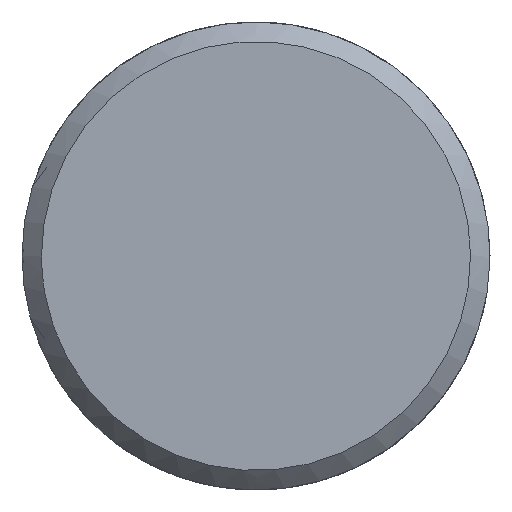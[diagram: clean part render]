
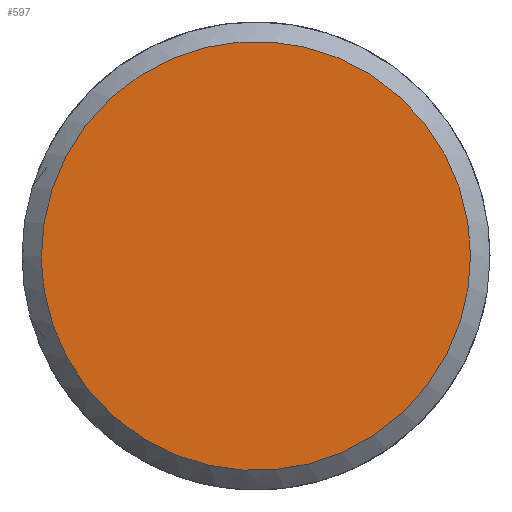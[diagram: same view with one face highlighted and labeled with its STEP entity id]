
A CAD part, left-side view. The second image highlights one B-rep face of the part: STEP entity #597.
In plain terms, the highlighted free-form (B-spline) face has degree [1, 1] with [2, 2] control points.
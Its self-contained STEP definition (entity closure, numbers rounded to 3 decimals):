
#526 = CARTESIAN_POINT ('', (-120.022, 5.5, 0.));
#527 = VERTEX_POINT ('', #526);
#535 = CARTESIAN_POINT ('', (-120.022, 5.5, 0.));
#536 = CARTESIAN_POINT ('', (-120.022, 5.5, 5.5));
#537 = CARTESIAN_POINT ('', (-120.022, 0., 5.5));
#538 = CARTESIAN_POINT ('', (-120.022, -5.5, 5.5));
#539 = CARTESIAN_POINT ('', (-120.022, -5.5, 0.));
#540 = CARTESIAN_POINT ('', (-120.022, -5.5, -5.5));
#541 = CARTESIAN_POINT ('', (-120.022, 0., -5.5));
#542 = CARTESIAN_POINT ('', (-120.022, 5.5, -5.5));
#543 = CARTESIAN_POINT ('', (-120.022, 5.5, 0.));
#544 = (
   BOUNDED_CURVE ()
   B_SPLINE_CURVE (2, (#535, #536, #537, #538, #539, #540, #541, #542, #543), .UNSPECIFIED., .T., .U.)
   B_SPLINE_CURVE_WITH_KNOTS ((3, 2, 2, 2, 3), (0., 0.25, 0.5, 0.75, 1.), .UNSPECIFIED.)
   CURVE ()
   GEOMETRIC_REPRESENTATION_ITEM ()
   RATIONAL_B_SPLINE_CURVE ((1., 0.707, 1., 0.707, 1., 0.707, 1., 0.707, 1.))
   REPRESENTATION_ITEM ('')
);
#545 = EDGE_CURVE ('', #527, #527, #544, .T.);
#589 = ORIENTED_EDGE ('', *, *, #545, .F.);
#590 = EDGE_LOOP ('', (#589));
#591 = FACE_OUTER_BOUND ('', #590, .T.);
#592 = CARTESIAN_POINT ('', (-120.022, -6.05, -6.05));
#593 = CARTESIAN_POINT ('', (-120.022, 6.05, -6.05));
#594 = CARTESIAN_POINT ('', (-120.022, -6.05, 6.05));
#595 = CARTESIAN_POINT ('', (-120.022, 6.05, 6.05));
#596 = B_SPLINE_SURFACE_WITH_KNOTS ('', 1, 1, ((#592, #593), (#594, #595)), .UNSPECIFIED., .F., .F., .U., (2, 2), (2, 2), (0., 1.), (0., 1.), .UNSPECIFIED.);
#597 = ADVANCED_FACE ('', (#591), #596, .T.);
